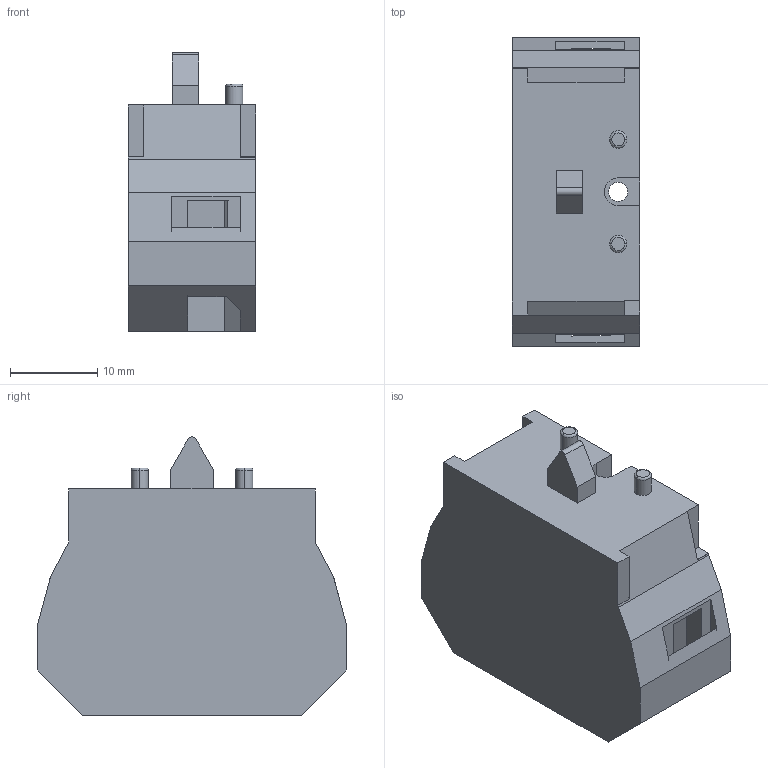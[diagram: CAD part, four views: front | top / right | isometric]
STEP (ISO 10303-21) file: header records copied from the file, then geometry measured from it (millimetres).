
FILE_DESCRIPTION (( 'STEP AP214' ), '1' );
FILE_NAME ('ECX1042-2.step', '2016-06-20T20:52:59', ( '' ), ( '' ), 'SwSTEP 2.0', 'SolidWorks 2016', '' );
FILE_SCHEMA (( 'AUTOMOTIVE_DESIGN' ));
Length unit declared in the file: millimetre
Products named in the file (1): ECX1042-2
Bounding box: 14.7 x 35.54 x 32 mm (x, y, z)
Volume: 10661.2 mm3; surface area: 4346.5 mm2
Topology: 1 solids, 1 shells, 93 faces, 257 edges, 170 vertices
Faces by surface type: plane 75, cylinder 14, torus 4
Entity records: 4004 total; most frequent: CARTESIAN_POINT 521, ORIENTED_EDGE 514, DIRECTION 481, EDGE_CURVE 257, VECTOR 221, LINE 221, VERTEX_POINT 170, AXIS2_PLACEMENT_3D 130
